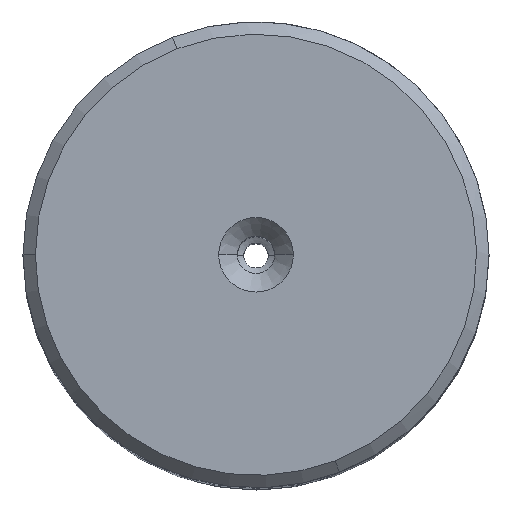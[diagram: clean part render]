
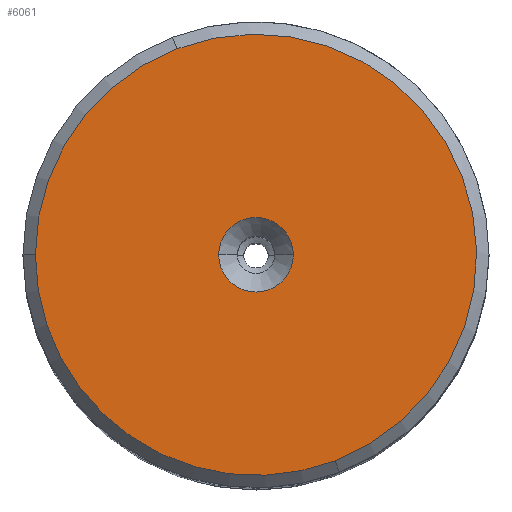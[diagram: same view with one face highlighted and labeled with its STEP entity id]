
A CAD part, top view. The second image highlights one B-rep face of the part: STEP entity #6061.
In plain terms, the highlighted planar face has unit normal (0, 0, 1).
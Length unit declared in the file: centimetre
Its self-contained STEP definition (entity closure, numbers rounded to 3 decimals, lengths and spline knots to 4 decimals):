
#188 = DIRECTION ( 'NONE',  ( 0., 0., 1. ) ) ;
#190 = DIRECTION ( 'NONE',  ( 1., 0., 0. ) ) ;
#195 = CARTESIAN_POINT ( 'NONE',  ( 0., 0., 0. ) ) ;
#517 = VERTEX_POINT ( 'NONE', #2083 ) ;
#525 = VERTEX_POINT ( 'NONE', #2080 ) ;
#539 = VERTEX_POINT ( 'NONE', #2067 ) ;
#626 = ORIENTED_EDGE ( 'NONE', *, *, #5882, .F. ) ;
#627 = ORIENTED_EDGE ( 'NONE', *, *, #5881, .F. ) ;
#628 = ORIENTED_EDGE ( 'NONE', *, *, #2863, .F. ) ;
#629 = ORIENTED_EDGE ( 'NONE', *, *, #5896, .F. ) ;
#630 = ORIENTED_EDGE ( 'NONE', *, *, #2874, .F. ) ;
#939 = VERTEX_POINT ( 'NONE', #1961 ) ;
#966 = VERTEX_POINT ( 'NONE', #1946 ) ;
#1108 = DIRECTION ( 'NONE',  ( -1., 0., 0. ) ) ;
#1109 = CARTESIAN_POINT ( 'NONE',  ( 0., 0., 0. ) ) ;
#1113 = DIRECTION ( 'NONE',  ( 0., 0., -1. ) ) ;
#1946 = CARTESIAN_POINT ( 'NONE',  ( -0.4509, 0., 0. ) ) ;
#1961 = CARTESIAN_POINT ( 'NONE',  ( 0.1617, -0.4209, 0. ) ) ;
#2067 = CARTESIAN_POINT ( 'NONE',  ( 0.0762, 0., 0. ) ) ;
#2080 = CARTESIAN_POINT ( 'NONE',  ( -0.0762, 0., 0. ) ) ;
#2083 = CARTESIAN_POINT ( 'NONE',  ( -0.1617, 0.4209, 0. ) ) ;
#2863 = EDGE_CURVE ( 'NONE', #939, #966, #3173, .T. ) ;
#2874 = EDGE_CURVE ( 'NONE', #525, #539, #3190, .T. ) ;
#3173 = CIRCLE ( 'NONE', #5099, 0.4509 ) ;
#3190 = CIRCLE ( 'NONE', #5105, 0.0762 ) ;
#4170 = CIRCLE ( 'NONE', #7418, 0.4509 ) ;
#4171 = CIRCLE ( 'NONE', #7420, 0.4509 ) ;
#4189 = CIRCLE ( 'NONE', #7429, 0.0762 ) ;
#4220 = FACE_OUTER_BOUND ( 'NONE', #4975, .T. ) ;
#4226 = FACE_BOUND ( 'NONE', #5036, .T. ) ;
#4975 = EDGE_LOOP ( 'NONE', ( #626, #627, #628 ) ) ;
#5036 = EDGE_LOOP ( 'NONE', ( #629, #630 ) ) ;
#5099 = AXIS2_PLACEMENT_3D ( 'NONE', #1109, #1113, #1108 ) ;
#5105 = AXIS2_PLACEMENT_3D ( 'NONE', #195, #188, #190 ) ;
#5881 = EDGE_CURVE ( 'NONE', #966, #517, #4170, .T. ) ;
#5882 = EDGE_CURVE ( 'NONE', #517, #939, #4171, .T. ) ;
#5896 = EDGE_CURVE ( 'NONE', #539, #525, #4189, .T. ) ;
#6061 = ADVANCED_FACE ( 'NONE', ( #4220, #4226 ), #6811, .F. ) ;
#6556 = CARTESIAN_POINT ( 'NONE',  ( 0., 0., 0. ) ) ;
#6557 = DIRECTION ( 'NONE',  ( 0., 0., -1. ) ) ;
#6558 = DIRECTION ( 'NONE',  ( -1., 0., 0. ) ) ;
#6560 = CARTESIAN_POINT ( 'NONE',  ( 0., 0., 0. ) ) ;
#6561 = DIRECTION ( 'NONE',  ( 0., 0., -1. ) ) ;
#6562 = DIRECTION ( 'NONE',  ( -1., 0., 0. ) ) ;
#6597 = CARTESIAN_POINT ( 'NONE',  ( 0., 0., 0. ) ) ;
#6598 = DIRECTION ( 'NONE',  ( 0., 0., 1. ) ) ;
#6599 = DIRECTION ( 'NONE',  ( 1., 0., 0. ) ) ;
#6808 = CARTESIAN_POINT ( 'NONE',  ( 0., 0., 0. ) ) ;
#6811 = PLANE ( 'NONE',  #7451 ) ;
#6813 = DIRECTION ( 'NONE',  ( 0., 0., -1. ) ) ;
#6814 = DIRECTION ( 'NONE',  ( -1., 0., 0. ) ) ;
#7418 = AXIS2_PLACEMENT_3D ( 'NONE', #6556, #6557, #6558 ) ;
#7420 = AXIS2_PLACEMENT_3D ( 'NONE', #6560, #6561, #6562 ) ;
#7429 = AXIS2_PLACEMENT_3D ( 'NONE', #6597, #6598, #6599 ) ;
#7451 = AXIS2_PLACEMENT_3D ( 'NONE', #6808, #6813, #6814 ) ;
